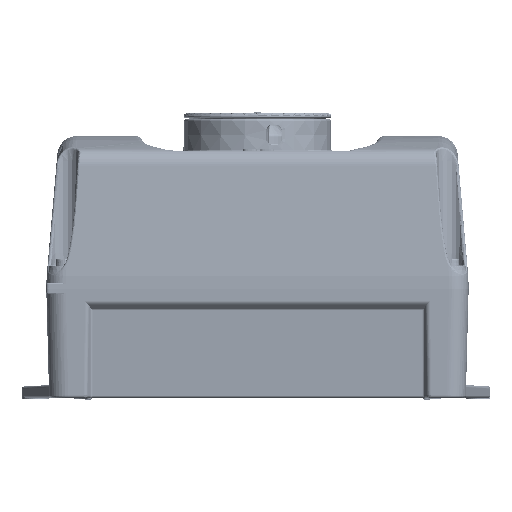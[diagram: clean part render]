
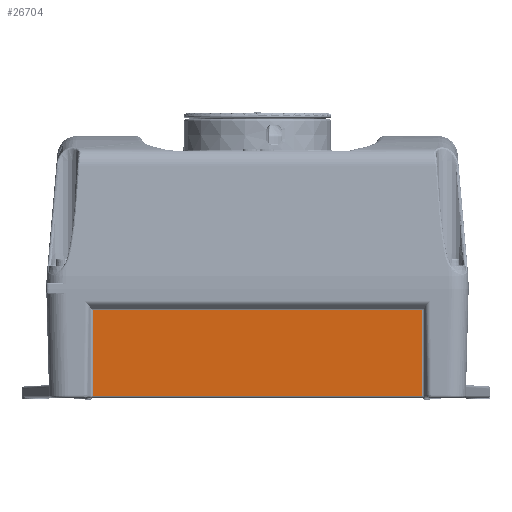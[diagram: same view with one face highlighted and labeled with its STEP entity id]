
A CAD part, top view. The second image highlights one B-rep face of the part: STEP entity #26704.
In plain terms, the highlighted planar face has unit normal (0, -0.052, 0.999).
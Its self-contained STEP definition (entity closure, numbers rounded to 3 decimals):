
#1647 = CYLINDRICAL_SURFACE('',#1648,1.);
#1648 = AXIS2_PLACEMENT_3D('',#1649,#1650,#1651);
#1649 = CARTESIAN_POINT('',(-68.324,1.,53.417));
#1650 = DIRECTION('',(1.,0.,0.));
#1651 = DIRECTION('',(0.,-0.052,0.999));
#26441 = CYLINDRICAL_SURFACE('',#26442,1.);
#26442 = AXIS2_PLACEMENT_3D('',#26443,#26444,#26445);
#26443 = CARTESIAN_POINT('',(67.923,-0.412,
    55.345));
#26444 = DIRECTION('',(0.,0.999,0.052));
#26445 = DIRECTION('',(0.866,0.026,
    -0.499));
#26479 = VERTEX_POINT('',#26480);
#26480 = CARTESIAN_POINT('',(67.923,0.948,
    54.415));
#26503 = EDGE_CURVE('',#26479,#26504,#26506,.T.);
#26504 = VERTEX_POINT('',#26505);
#26505 = CARTESIAN_POINT('',(67.923,36.049,
    56.255));
#26506 = SURFACE_CURVE('',#26507,(#26511,#26518),.PCURVE_S1.);
#26507 = LINE('',#26508,#26509);
#26508 = CARTESIAN_POINT('',(67.923,0.948,
    54.415));
#26509 = VECTOR('',#26510,1.);
#26510 = DIRECTION('',(0.,0.999,
    0.052));
#26511 = PCURVE('',#26441,#26512);
#26512 = DEFINITIONAL_REPRESENTATION('',(#26513),#26517);
#26513 = LINE('',#26514,#26515);
#26514 = CARTESIAN_POINT('',(1.047,1.309));
#26515 = VECTOR('',#26516,1.);
#26516 = DIRECTION('',(0.,1.));
#26517 = ( GEOMETRIC_REPRESENTATION_CONTEXT(2) 
PARAMETRIC_REPRESENTATION_CONTEXT() REPRESENTATION_CONTEXT('2D SPACE',''
  ) );
#26518 = PCURVE('',#26519,#26524);
#26519 = PLANE('',#26520);
#26520 = AXIS2_PLACEMENT_3D('',#26521,#26522,#26523);
#26521 = CARTESIAN_POINT('',(68.5,36.432,56.275));
#26522 = DIRECTION('',(0.,-0.052,0.999));
#26523 = DIRECTION('',(0.,-0.999,-0.052));
#26524 = DEFINITIONAL_REPRESENTATION('',(#26525),#26529);
#26525 = LINE('',#26526,#26527);
#26526 = CARTESIAN_POINT('',(35.533,-0.577));
#26527 = VECTOR('',#26528,1.);
#26528 = DIRECTION('',(-1.,0.));
#26529 = ( GEOMETRIC_REPRESENTATION_CONTEXT(2) 
PARAMETRIC_REPRESENTATION_CONTEXT() REPRESENTATION_CONTEXT('2D SPACE',''
  ) );
#26572 = CYLINDRICAL_SURFACE('',#26573,1.);
#26573 = AXIS2_PLACEMENT_3D('',#26574,#26575,#26576);
#26574 = CARTESIAN_POINT('',(-68.828,35.996,
    57.253));
#26575 = DIRECTION('',(1.,0.,0.));
#26576 = DIRECTION('',(0.,0.052,-0.999));
#26660 = VERTEX_POINT('',#26661);
#26661 = CARTESIAN_POINT('',(-67.923,0.948,
    54.415));
#26684 = EDGE_CURVE('',#26660,#26479,#26685,.T.);
#26685 = SURFACE_CURVE('',#26686,(#26690,#26697),.PCURVE_S1.);
#26686 = LINE('',#26687,#26688);
#26687 = CARTESIAN_POINT('',(-67.923,0.948,
    54.415));
#26688 = VECTOR('',#26689,1.);
#26689 = DIRECTION('',(1.,0.,0.));
#26690 = PCURVE('',#1647,#26691);
#26691 = DEFINITIONAL_REPRESENTATION('',(#26692),#26696);
#26692 = LINE('',#26693,#26694);
#26693 = CARTESIAN_POINT('',(0.,0.401));
#26694 = VECTOR('',#26695,1.);
#26695 = DIRECTION('',(0.,1.));
#26696 = ( GEOMETRIC_REPRESENTATION_CONTEXT(2) 
PARAMETRIC_REPRESENTATION_CONTEXT() REPRESENTATION_CONTEXT('2D SPACE',''
  ) );
#26697 = PCURVE('',#26519,#26698);
#26698 = DEFINITIONAL_REPRESENTATION('',(#26699),#26703);
#26699 = LINE('',#26700,#26701);
#26700 = CARTESIAN_POINT('',(35.533,-136.423));
#26701 = VECTOR('',#26702,1.);
#26702 = DIRECTION('',(0.,1.));
#26703 = ( GEOMETRIC_REPRESENTATION_CONTEXT(2) 
PARAMETRIC_REPRESENTATION_CONTEXT() REPRESENTATION_CONTEXT('2D SPACE',''
  ) );
#26704 = ADVANCED_FACE('',(#26705),#26519,.T.);
#26705 = FACE_BOUND('',#26706,.F.);
#26706 = EDGE_LOOP('',(#26707,#26708,#26736,#26757));
#26707 = ORIENTED_EDGE('',*,*,#26684,.F.);
#26708 = ORIENTED_EDGE('',*,*,#26709,.F.);
#26709 = EDGE_CURVE('',#26710,#26660,#26712,.T.);
#26710 = VERTEX_POINT('',#26711);
#26711 = CARTESIAN_POINT('',(-67.923,36.049,
    56.255));
#26712 = SURFACE_CURVE('',#26713,(#26717,#26724),.PCURVE_S1.);
#26713 = LINE('',#26714,#26715);
#26714 = CARTESIAN_POINT('',(-67.923,36.049,
    56.255));
#26715 = VECTOR('',#26716,1.);
#26716 = DIRECTION('',(0.,-0.999,
    -0.052));
#26717 = PCURVE('',#26519,#26718);
#26718 = DEFINITIONAL_REPRESENTATION('',(#26719),#26723);
#26719 = LINE('',#26720,#26721);
#26720 = CARTESIAN_POINT('',(0.384,-136.423));
#26721 = VECTOR('',#26722,1.);
#26722 = DIRECTION('',(1.,0.));
#26723 = ( GEOMETRIC_REPRESENTATION_CONTEXT(2) 
PARAMETRIC_REPRESENTATION_CONTEXT() REPRESENTATION_CONTEXT('2D SPACE',''
  ) );
#26724 = PCURVE('',#26725,#26730);
#26725 = CYLINDRICAL_SURFACE('',#26726,1.);
#26726 = AXIS2_PLACEMENT_3D('',#26727,#26728,#26729);
#26727 = CARTESIAN_POINT('',(-67.923,38.385,
    57.379));
#26728 = DIRECTION('',(0.,-0.999,-0.052));
#26729 = DIRECTION('',(-0.866,0.026,
    -0.499));
#26730 = DEFINITIONAL_REPRESENTATION('',(#26731),#26735);
#26731 = LINE('',#26732,#26733);
#26732 = CARTESIAN_POINT('',(1.047,2.392));
#26733 = VECTOR('',#26734,1.);
#26734 = DIRECTION('',(0.,1.));
#26735 = ( GEOMETRIC_REPRESENTATION_CONTEXT(2) 
PARAMETRIC_REPRESENTATION_CONTEXT() REPRESENTATION_CONTEXT('2D SPACE',''
  ) );
#26736 = ORIENTED_EDGE('',*,*,#26737,.F.);
#26737 = EDGE_CURVE('',#26504,#26710,#26738,.T.);
#26738 = SURFACE_CURVE('',#26739,(#26743,#26750),.PCURVE_S1.);
#26739 = LINE('',#26740,#26741);
#26740 = CARTESIAN_POINT('',(67.923,36.049,
    56.255));
#26741 = VECTOR('',#26742,1.);
#26742 = DIRECTION('',(-1.,0.,0.));
#26743 = PCURVE('',#26519,#26744);
#26744 = DEFINITIONAL_REPRESENTATION('',(#26745),#26749);
#26745 = LINE('',#26746,#26747);
#26746 = CARTESIAN_POINT('',(0.384,-0.577));
#26747 = VECTOR('',#26748,1.);
#26748 = DIRECTION('',(0.,-1.));
#26749 = ( GEOMETRIC_REPRESENTATION_CONTEXT(2) 
PARAMETRIC_REPRESENTATION_CONTEXT() REPRESENTATION_CONTEXT('2D SPACE',''
  ) );
#26750 = PCURVE('',#26572,#26751);
#26751 = DEFINITIONAL_REPRESENTATION('',(#26752),#26756);
#26752 = LINE('',#26753,#26754);
#26753 = CARTESIAN_POINT('',(0.,136.75));
#26754 = VECTOR('',#26755,1.);
#26755 = DIRECTION('',(0.,-1.));
#26756 = ( GEOMETRIC_REPRESENTATION_CONTEXT(2) 
PARAMETRIC_REPRESENTATION_CONTEXT() REPRESENTATION_CONTEXT('2D SPACE',''
  ) );
#26757 = ORIENTED_EDGE('',*,*,#26503,.F.);
